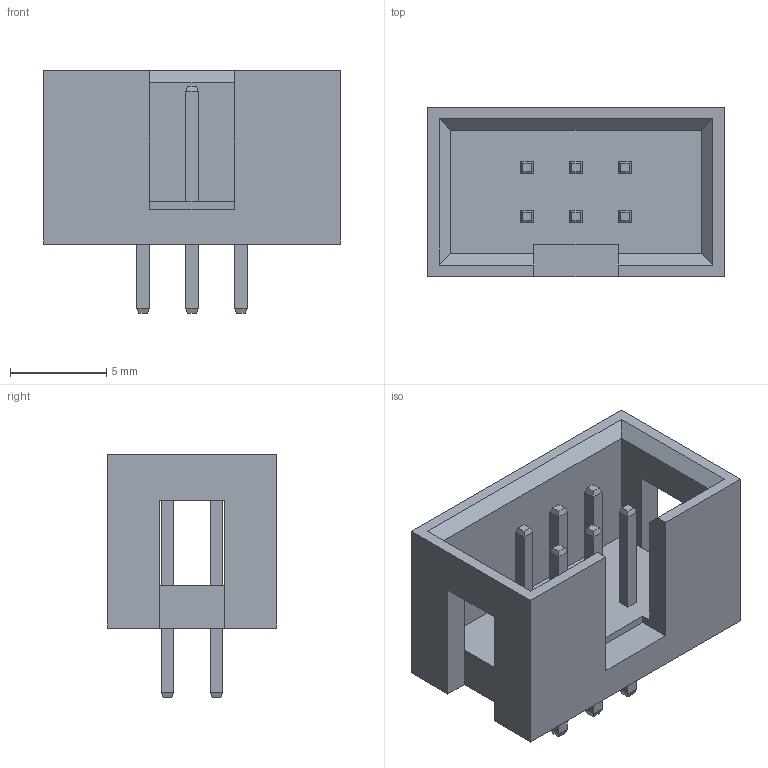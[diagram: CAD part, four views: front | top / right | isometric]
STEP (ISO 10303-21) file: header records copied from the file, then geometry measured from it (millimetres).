
FILE_DESCRIPTION (( 'STEP AP214' ), '1' );
FILE_NAME ('User Library-DS1013-6S (IDC-6MS CONNFLY).STEP', '2020-03-10T22:09:48', ( '' ), ( '' ), 'SwSTEP 2.0', 'SolidWorks 2019', '' );
FILE_SCHEMA (( 'AUTOMOTIVE_DESIGN' ));
Length unit declared in the file: millimetre
Products named in the file (1): User Library-DS1013-6S (IDC-6MS CONNFLY)
Bounding box: 15.42 x 8.8 x 12.6 mm (x, y, z)
Volume: 574.8 mm3; surface area: 1029.8 mm2
Topology: 1 solids, 1 shells, 140 faces, 334 edges, 204 vertices
Faces by surface type: plane 140
Entity records: 4284 total; most frequent: CARTESIAN_POINT 679, ORIENTED_EDGE 668, DIRECTION 616, EDGE_CURVE 334, LINE 334, VECTOR 334, VERTEX_POINT 204, EDGE_LOOP 152
